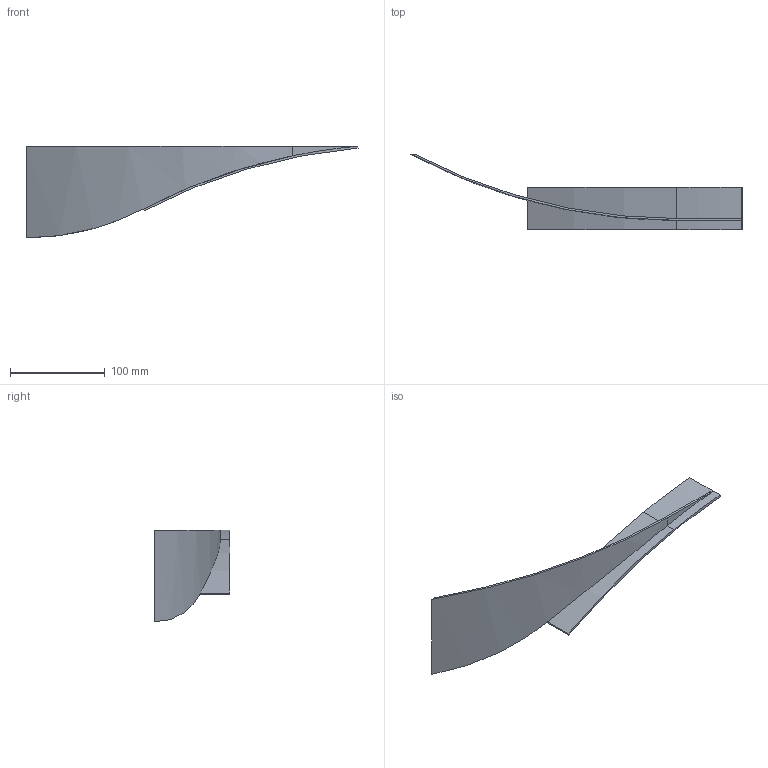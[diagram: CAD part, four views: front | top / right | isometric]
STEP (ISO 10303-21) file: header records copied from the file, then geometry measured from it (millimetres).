
FILE_DESCRIPTION(/* description */ (''),/* implementation_level */ '2;1');
FILE_NAME(/* name */ 'splitter R.stp',/* time_stamp */ '2018-06-14T07:49:31+09:00',/* author */ ('ku_sk'),/* organization */ (''),/* preprocessor_version */ 'ST-DEVELOPER v17',/* originating_system */ 'Autodesk Inventor 2018',/* authorisation */ '');
FILE_SCHEMA (('AUTOMOTIVE_DESIGN { 1 0 10303 214 3 1 1 }'));
Length unit declared in the file: millimetre
Products named in the file (3): splitter1; Part11; Part21
Assembly tree (2 placements, depth 2):
  splitter1
    Part11
    Part21
Bounding box: 350.18 x 80 x 96.6 mm (x, y, z)
Volume: 55548.3 mm3; surface area: 58560.4 mm2
Topology: 2 solids, 2 shells, 16 faces, 34 edges, 22 vertices
Faces by surface type: plane 8, cylinder 6, bspline 2
Entity records: 638 total; most frequent: CARTESIAN_POINT 199, DIRECTION 75, ORIENTED_EDGE 68, EDGE_CURVE 34, AXIS2_PLACEMENT_3D 28, VERTEX_POINT 22, LINE 19, VECTOR 19
